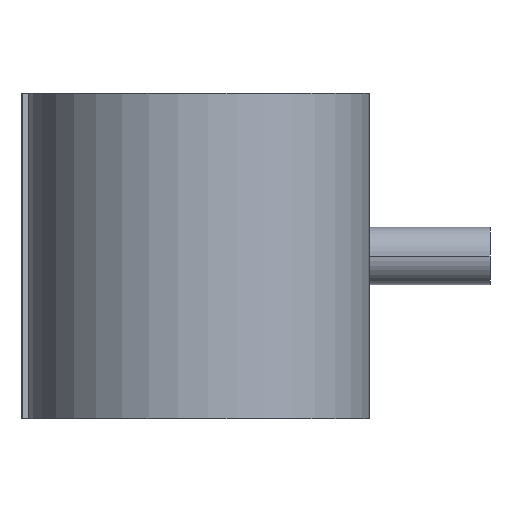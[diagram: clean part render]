
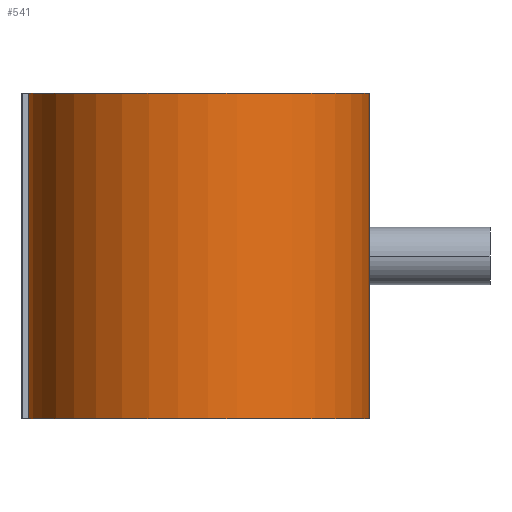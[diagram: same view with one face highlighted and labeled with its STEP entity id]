
A CAD part, front view. The second image highlights one B-rep face of the part: STEP entity #541.
In plain terms, the highlighted cylindrical face has radius 94.267 mm (diameter 188.533 mm), a partial arc.
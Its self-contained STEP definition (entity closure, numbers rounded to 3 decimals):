
#231 = VERTEX_POINT( '', #661 );
#309 = VERTEX_POINT( '', #748 );
#471 = VERTEX_POINT( '', #926 );
#519 = VERTEX_POINT( '', #979 );
#535 = EDGE_CURVE( '', #231, #471, #995, .T. );
#541 = ADVANCED_FACE( '', ( #1001 ), #1002, .T. );
#561 = EDGE_CURVE( '', #309, #519, #1025, .T. );
#573 = EDGE_CURVE( '', #309, #471, #1038, .T. );
#603 = EDGE_CURVE( '', #519, #231, #1070, .T. );
#661 = CARTESIAN_POINT( '', ( 94.144, 4.8, -90. ) );
#748 = CARTESIAN_POINT( '', ( -94.144, -4.8, 90. ) );
#926 = CARTESIAN_POINT( '', ( 94.144, 4.8, 90. ) );
#979 = CARTESIAN_POINT( '', ( -94.144, -4.8, -90. ) );
#995 = LINE( '', #1987, #1988 );
#1001 = FACE_OUTER_BOUND( '', #1997, .T. );
#1002 = CYLINDRICAL_SURFACE( '', #1998, 94.267 );
#1025 = LINE( '', #2029, #2030 );
#1038 = CIRCLE( '', #2047, 94.267 );
#1070 = CIRCLE( '', #2092, 94.267 );
#1987 = CARTESIAN_POINT( '', ( 94.144, 4.8, 90. ) );
#1988 = VECTOR( '', #2593, 1. );
#1997 = EDGE_LOOP( '', ( #2599, #2600, #2601, #2602 ) );
#1998 = AXIS2_PLACEMENT_3D( '', #2603, #2604, #2605 );
#2029 = CARTESIAN_POINT( '', ( -94.144, -4.8, 90. ) );
#2030 = VECTOR( '', #2639, 1. );
#2047 = AXIS2_PLACEMENT_3D( '', #2652, #2653, #2654 );
#2092 = AXIS2_PLACEMENT_3D( '', #2690, #2691, #2692 );
#2593 = DIRECTION( '', ( 0., 0., 1. ) );
#2599 = ORIENTED_EDGE( '', *, *, #535, .T. );
#2600 = ORIENTED_EDGE( '', *, *, #573, .F. );
#2601 = ORIENTED_EDGE( '', *, *, #561, .T. );
#2602 = ORIENTED_EDGE( '', *, *, #603, .T. );
#2603 = CARTESIAN_POINT( '', ( 0., 0., 90. ) );
#2604 = DIRECTION( '', ( 0., 0., 1. ) );
#2605 = DIRECTION( '', ( -0.999, -0.051, 0. ) );
#2639 = DIRECTION( '', ( 0., 0., -1. ) );
#2652 = CARTESIAN_POINT( '', ( 0., 0., 90. ) );
#2653 = DIRECTION( '', ( 0., 0., 1. ) );
#2654 = DIRECTION( '', ( -0.999, -0.051, 0. ) );
#2690 = CARTESIAN_POINT( '', ( 0., 0., -90. ) );
#2691 = DIRECTION( '', ( 0., 0., 1. ) );
#2692 = DIRECTION( '', ( -0.999, -0.051, 0. ) );
